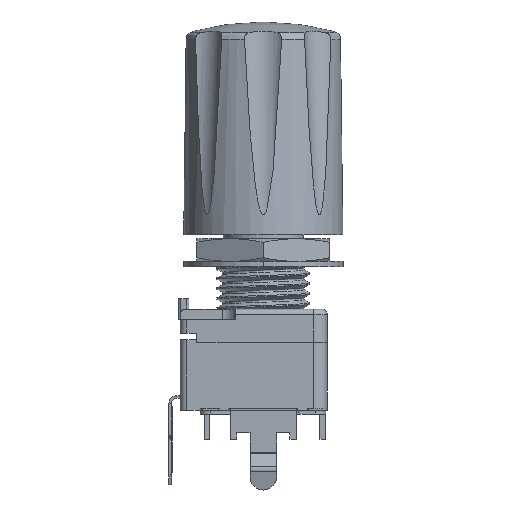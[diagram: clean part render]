
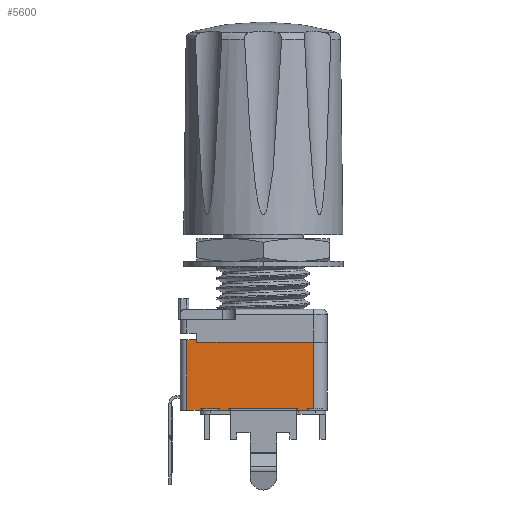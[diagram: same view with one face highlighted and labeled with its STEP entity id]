
A CAD part, left-side view. The second image highlights one B-rep face of the part: STEP entity #5600.
In plain terms, the highlighted planar face has unit normal (-1, 0, 0).
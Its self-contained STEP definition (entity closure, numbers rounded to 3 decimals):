
#5174 = VERTEX_POINT('',#5175);
#5175 = CARTESIAN_POINT('',(-4.75,5.,7.5));
#5183 = EDGE_CURVE('',#5184,#5174,#5186,.T.);
#5184 = VERTEX_POINT('',#5185);
#5185 = CARTESIAN_POINT('',(-4.75,5.,7.3));
#5186 = LINE('',#5187,#5188);
#5187 = CARTESIAN_POINT('',(-4.75,5.,7.65));
#5188 = VECTOR('',#5189,1.);
#5189 = DIRECTION('',(0.,0.,1.));
#5246 = EDGE_CURVE('',#5247,#5184,#5249,.T.);
#5247 = VERTEX_POINT('',#5248);
#5248 = CARTESIAN_POINT('',(-4.75,-3.8,7.3));
#5249 = LINE('',#5250,#5251);
#5250 = CARTESIAN_POINT('',(-4.75,1.35,7.3));
#5251 = VECTOR('',#5252,1.);
#5252 = DIRECTION('',(0.,1.,0.));
#5563 = EDGE_CURVE('',#5564,#5247,#5566,.T.);
#5564 = VERTEX_POINT('',#5565);
#5565 = CARTESIAN_POINT('',(-4.75,-3.8,2.3));
#5566 = LINE('',#5567,#5568);
#5567 = CARTESIAN_POINT('',(-4.75,-3.8,7.3));
#5568 = VECTOR('',#5569,1.);
#5569 = DIRECTION('',(0.,0.,1.));
#5600 = ADVANCED_FACE('',(#5601),#5713,.T.);
#5601 = FACE_BOUND('',#5602,.T.);
#5602 = EDGE_LOOP('',(#5603,#5604,#5605,#5613,#5621,#5629,#5638,#5646,
    #5655,#5663,#5672,#5680,#5689,#5697,#5706,#5712));
#5603 = ORIENTED_EDGE('',*,*,#5246,.T.);
#5604 = ORIENTED_EDGE('',*,*,#5183,.T.);
#5605 = ORIENTED_EDGE('',*,*,#5606,.F.);
#5606 = EDGE_CURVE('',#5607,#5174,#5609,.T.);
#5607 = VERTEX_POINT('',#5608);
#5608 = CARTESIAN_POINT('',(-4.75,5.75,7.5));
#5609 = LINE('',#5610,#5611);
#5610 = CARTESIAN_POINT('',(-4.75,-3.8,7.5));
#5611 = VECTOR('',#5612,1.);
#5612 = DIRECTION('',(0.,-1.,0.));
#5613 = ORIENTED_EDGE('',*,*,#5614,.T.);
#5614 = EDGE_CURVE('',#5607,#5615,#5617,.T.);
#5615 = VERTEX_POINT('',#5616);
#5616 = CARTESIAN_POINT('',(-4.75,5.75,2.2));
#5617 = LINE('',#5618,#5619);
#5618 = CARTESIAN_POINT('',(-4.75,5.75,7.3));
#5619 = VECTOR('',#5620,1.);
#5620 = DIRECTION('',(0.,0.,-1.));
#5621 = ORIENTED_EDGE('',*,*,#5622,.F.);
#5622 = EDGE_CURVE('',#5623,#5615,#5625,.T.);
#5623 = VERTEX_POINT('',#5624);
#5624 = CARTESIAN_POINT('',(-4.75,4.6,2.2));
#5625 = LINE('',#5626,#5627);
#5626 = CARTESIAN_POINT('',(-4.75,-3.8,2.2));
#5627 = VECTOR('',#5628,1.);
#5628 = DIRECTION('',(0.,1.,0.));
#5629 = ORIENTED_EDGE('',*,*,#5630,.T.);
#5630 = EDGE_CURVE('',#5623,#5631,#5633,.T.);
#5631 = VERTEX_POINT('',#5632);
#5632 = CARTESIAN_POINT('',(-4.75,4.7,2.3));
#5633 = CIRCLE('',#5634,0.1);
#5634 = AXIS2_PLACEMENT_3D('',#5635,#5636,#5637);
#5635 = CARTESIAN_POINT('',(-4.75,4.7,2.2));
#5636 = DIRECTION('',(-1.,0.,0.));
#5637 = DIRECTION('',(0.,-1.,0.));
#5638 = ORIENTED_EDGE('',*,*,#5639,.T.);
#5639 = EDGE_CURVE('',#5631,#5640,#5642,.T.);
#5640 = VERTEX_POINT('',#5641);
#5641 = CARTESIAN_POINT('',(-4.75,3.3,2.3));
#5642 = LINE('',#5643,#5644);
#5643 = CARTESIAN_POINT('',(-4.75,-5.638,2.3));
#5644 = VECTOR('',#5645,1.);
#5645 = DIRECTION('',(0.,-1.,0.));
#5646 = ORIENTED_EDGE('',*,*,#5647,.T.);
#5647 = EDGE_CURVE('',#5640,#5648,#5650,.T.);
#5648 = VERTEX_POINT('',#5649);
#5649 = CARTESIAN_POINT('',(-4.75,3.4,2.2));
#5650 = CIRCLE('',#5651,0.1);
#5651 = AXIS2_PLACEMENT_3D('',#5652,#5653,#5654);
#5652 = CARTESIAN_POINT('',(-4.75,3.3,2.2));
#5653 = DIRECTION('',(-1.,0.,0.));
#5654 = DIRECTION('',(0.,0.,1.));
#5655 = ORIENTED_EDGE('',*,*,#5656,.F.);
#5656 = EDGE_CURVE('',#5657,#5648,#5659,.T.);
#5657 = VERTEX_POINT('',#5658);
#5658 = CARTESIAN_POINT('',(-4.75,2.5,2.2));
#5659 = LINE('',#5660,#5661);
#5660 = CARTESIAN_POINT('',(-4.75,-3.8,2.2));
#5661 = VECTOR('',#5662,1.);
#5662 = DIRECTION('',(0.,1.,0.));
#5663 = ORIENTED_EDGE('',*,*,#5664,.T.);
#5664 = EDGE_CURVE('',#5657,#5665,#5667,.T.);
#5665 = VERTEX_POINT('',#5666);
#5666 = CARTESIAN_POINT('',(-4.75,2.6,2.3));
#5667 = CIRCLE('',#5668,0.1);
#5668 = AXIS2_PLACEMENT_3D('',#5669,#5670,#5671);
#5669 = CARTESIAN_POINT('',(-4.75,2.6,2.2));
#5670 = DIRECTION('',(-1.,0.,0.));
#5671 = DIRECTION('',(0.,-1.,0.));
#5672 = ORIENTED_EDGE('',*,*,#5673,.T.);
#5673 = EDGE_CURVE('',#5665,#5674,#5676,.T.);
#5674 = VERTEX_POINT('',#5675);
#5675 = CARTESIAN_POINT('',(-4.75,-2.6,2.3));
#5676 = LINE('',#5677,#5678);
#5677 = CARTESIAN_POINT('',(-4.75,-5.638,2.3));
#5678 = VECTOR('',#5679,1.);
#5679 = DIRECTION('',(0.,-1.,0.));
#5680 = ORIENTED_EDGE('',*,*,#5681,.T.);
#5681 = EDGE_CURVE('',#5674,#5682,#5684,.T.);
#5682 = VERTEX_POINT('',#5683);
#5683 = CARTESIAN_POINT('',(-4.75,-2.5,2.2));
#5684 = CIRCLE('',#5685,0.1);
#5685 = AXIS2_PLACEMENT_3D('',#5686,#5687,#5688);
#5686 = CARTESIAN_POINT('',(-4.75,-2.6,2.2));
#5687 = DIRECTION('',(-1.,0.,0.));
#5688 = DIRECTION('',(0.,0.,1.));
#5689 = ORIENTED_EDGE('',*,*,#5690,.F.);
#5690 = EDGE_CURVE('',#5691,#5682,#5693,.T.);
#5691 = VERTEX_POINT('',#5692);
#5692 = CARTESIAN_POINT('',(-4.75,-3.4,2.2));
#5693 = LINE('',#5694,#5695);
#5694 = CARTESIAN_POINT('',(-4.75,-3.8,2.2));
#5695 = VECTOR('',#5696,1.);
#5696 = DIRECTION('',(0.,1.,0.));
#5697 = ORIENTED_EDGE('',*,*,#5698,.T.);
#5698 = EDGE_CURVE('',#5691,#5699,#5701,.T.);
#5699 = VERTEX_POINT('',#5700);
#5700 = CARTESIAN_POINT('',(-4.75,-3.3,2.3));
#5701 = CIRCLE('',#5702,0.1);
#5702 = AXIS2_PLACEMENT_3D('',#5703,#5704,#5705);
#5703 = CARTESIAN_POINT('',(-4.75,-3.3,2.2));
#5704 = DIRECTION('',(-1.,0.,0.));
#5705 = DIRECTION('',(0.,-1.,0.));
#5706 = ORIENTED_EDGE('',*,*,#5707,.T.);
#5707 = EDGE_CURVE('',#5699,#5564,#5708,.T.);
#5708 = LINE('',#5709,#5710);
#5709 = CARTESIAN_POINT('',(-4.75,-5.638,2.3));
#5710 = VECTOR('',#5711,1.);
#5711 = DIRECTION('',(0.,-1.,0.));
#5712 = ORIENTED_EDGE('',*,*,#5563,.T.);
#5713 = PLANE('',#5714);
#5714 = AXIS2_PLACEMENT_3D('',#5715,#5716,#5717);
#5715 = CARTESIAN_POINT('',(-4.75,-3.8,7.3));
#5716 = DIRECTION('',(-1.,0.,0.));
#5717 = DIRECTION('',(0.,1.,0.));
